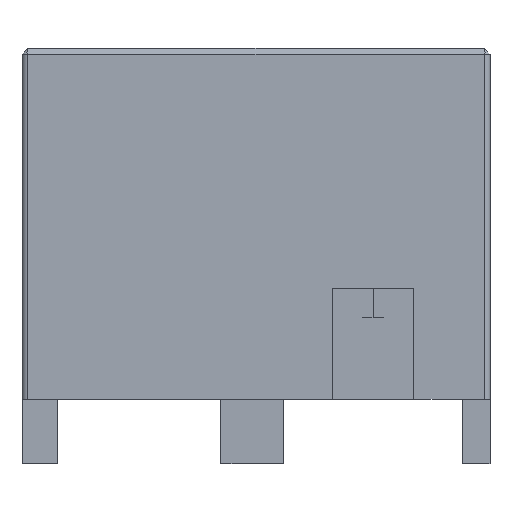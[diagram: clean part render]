
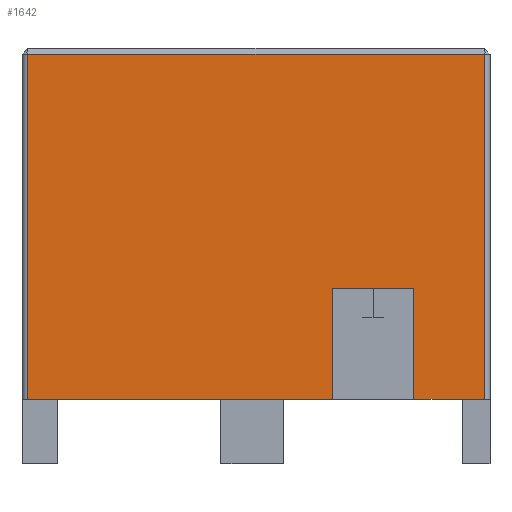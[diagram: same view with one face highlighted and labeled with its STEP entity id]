
A CAD part, front view. The second image highlights one B-rep face of the part: STEP entity #1642.
In plain terms, the highlighted planar face has unit normal (0, -1, 0).
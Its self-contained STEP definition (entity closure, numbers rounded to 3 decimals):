
#91=PLANE('',#1770);
#177=FACE_OUTER_BOUND('',#277,.T.);
#277=EDGE_LOOP('',(#1484,#1485,#1486,#1487,#1488,#1489,#1490,#1491));
#355=LINE('',#2364,#559);
#366=LINE('',#2396,#570);
#417=LINE('',#2511,#621);
#421=LINE('',#2518,#625);
#482=LINE('',#2651,#686);
#483=LINE('',#2653,#687);
#484=LINE('',#2654,#688);
#485=LINE('',#2655,#689);
#559=VECTOR('',#1908,10.);
#570=VECTOR('',#1945,10.);
#621=VECTOR('',#2044,1000.);
#625=VECTOR('',#2048,1000.);
#686=VECTOR('',#2181,1000.);
#687=VECTOR('',#2182,1000.);
#688=VECTOR('',#2183,10.);
#689=VECTOR('',#2184,10.);
#774=VERTEX_POINT('',#2360);
#775=VERTEX_POINT('',#2362);
#783=VERTEX_POINT('',#2394);
#822=VERTEX_POINT('',#2508);
#823=VERTEX_POINT('',#2510);
#826=VERTEX_POINT('',#2516);
#862=VERTEX_POINT('',#2650);
#863=VERTEX_POINT('',#2652);
#935=EDGE_CURVE('',#775,#774,#355,.T.);
#951=EDGE_CURVE('',#783,#775,#366,.T.);
#1009=EDGE_CURVE('',#822,#823,#417,.T.);
#1013=EDGE_CURVE('',#826,#783,#421,.T.);
#1082=EDGE_CURVE('',#862,#826,#482,.T.);
#1083=EDGE_CURVE('',#863,#862,#483,.T.);
#1084=EDGE_CURVE('',#863,#823,#484,.T.);
#1085=EDGE_CURVE('',#774,#822,#485,.T.);
#1484=ORIENTED_EDGE('',*,*,#935,.F.);
#1485=ORIENTED_EDGE('',*,*,#951,.F.);
#1486=ORIENTED_EDGE('',*,*,#1013,.F.);
#1487=ORIENTED_EDGE('',*,*,#1082,.F.);
#1488=ORIENTED_EDGE('',*,*,#1083,.F.);
#1489=ORIENTED_EDGE('',*,*,#1084,.T.);
#1490=ORIENTED_EDGE('',*,*,#1009,.F.);
#1491=ORIENTED_EDGE('',*,*,#1085,.F.);
#1642=ADVANCED_FACE('',(#177),#91,.T.);
#1770=AXIS2_PLACEMENT_3D('',#2649,#2179,#2180);
#1908=DIRECTION('',(1.,0.,0.));
#1945=DIRECTION('',(0.,0.,1.));
#2044=DIRECTION('',(-1.,0.,0.));
#2048=DIRECTION('',(-1.,0.,0.));
#2179=DIRECTION('center_axis',(0.,-1.,0.));
#2180=DIRECTION('ref_axis',(0.,0.,-1.));
#2181=DIRECTION('',(0.,0.,-1.));
#2182=DIRECTION('',(-1.,0.,0.));
#2183=DIRECTION('',(0.,0.,-1.));
#2184=DIRECTION('',(0.,0.,-1.));
#2360=CARTESIAN_POINT('',(9.5,-10.,4.5));
#2362=CARTESIAN_POINT('',(-29.5,-10.,4.5));
#2364=CARTESIAN_POINT('',(0.7,-10.,4.5));
#2394=CARTESIAN_POINT('',(-29.5,-10.,-25.));
#2396=CARTESIAN_POINT('',(-29.5,-10.,-9.));
#2508=CARTESIAN_POINT('',(9.5,-10.,-25.));
#2510=CARTESIAN_POINT('',(3.5,-10.,-25.));
#2511=CARTESIAN_POINT('',(1.4,-10.,-25.));
#2516=CARTESIAN_POINT('',(-3.5,-10.,-25.));
#2518=CARTESIAN_POINT('',(-10.,-10.,-25.));
#2649=CARTESIAN_POINT('Origin',(1.4,-10.,-23.));
#2650=CARTESIAN_POINT('',(-3.5,-10.,-15.5));
#2651=CARTESIAN_POINT('',(-3.5,-10.,-15.5));
#2652=CARTESIAN_POINT('',(3.5,-10.,-15.5));
#2653=CARTESIAN_POINT('',(-3.5,-10.,-15.5));
#2654=CARTESIAN_POINT('',(3.5,-10.,-23.));
#2655=CARTESIAN_POINT('',(9.5,-10.,-23.));
